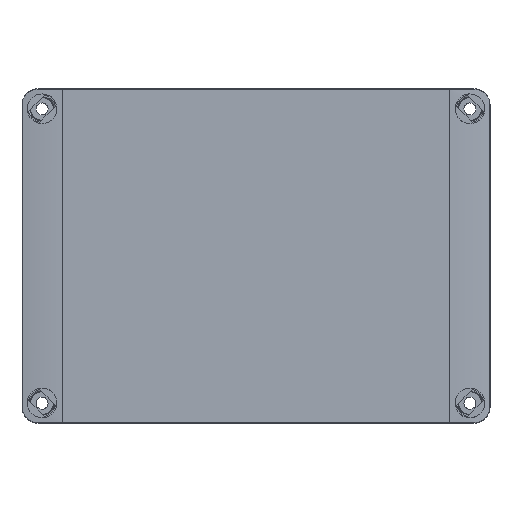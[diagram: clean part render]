
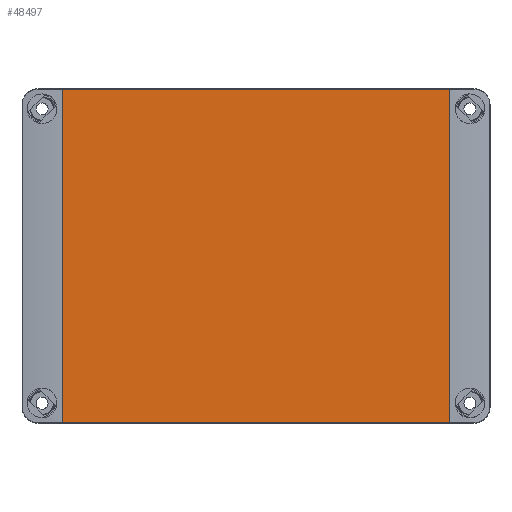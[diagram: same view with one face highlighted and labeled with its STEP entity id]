
A CAD part, top view. The second image highlights one B-rep face of the part: STEP entity #48497.
In plain terms, the highlighted face is planar.
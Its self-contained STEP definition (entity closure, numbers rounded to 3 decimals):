
#40221=DIRECTION('',(-1.,0.,0.));
#40222=VECTOR('',#40221,145.);
#40223=CARTESIAN_POINT('',(72.5,10.,-62.325));
#40224=LINE('',#40223,#40222);
#43850=DIRECTION('',(-1.,0.,0.));
#43851=VECTOR('',#43850,145.);
#43852=CARTESIAN_POINT('',(72.5,10.,62.325));
#43853=LINE('',#43852,#43851);
#43920=DIRECTION('',(0.,0.,1.));
#43921=VECTOR('',#43920,124.651);
#43922=CARTESIAN_POINT('',(-72.5,10.,-62.325));
#43923=LINE('',#43922,#43921);
#44028=DIRECTION('',(0.,0.,1.));
#44029=VECTOR('',#44028,124.651);
#44030=CARTESIAN_POINT('',(72.5,10.,-62.325));
#44031=LINE('',#44030,#44029);
#45214=CARTESIAN_POINT('',(72.5,10.,-62.325));
#45215=CARTESIAN_POINT('',(72.5,10.,62.325));
#45216=VERTEX_POINT('',#45214);
#45217=VERTEX_POINT('',#45215);
#45218=CARTESIAN_POINT('',(-72.5,10.,-62.325));
#45219=CARTESIAN_POINT('',(-72.5,10.,62.325));
#45220=VERTEX_POINT('',#45218);
#45221=VERTEX_POINT('',#45219);
#48486=CARTESIAN_POINT('',(72.5,10.,-62.5));
#48487=DIRECTION('',(0.,1.,0.));
#48488=DIRECTION('',(-1.,0.,0.));
#48489=AXIS2_PLACEMENT_3D('',#48486,#48487,#48488);
#48490=PLANE('',#48489);
#48491=ORIENTED_EDGE('',*,*,#45569,.F.);
#48492=ORIENTED_EDGE('',*,*,#48326,.T.);
#48493=ORIENTED_EDGE('',*,*,#48373,.T.);
#48494=ORIENTED_EDGE('',*,*,#48454,.F.);
#48495=EDGE_LOOP('',(#48491,#48492,#48493,#48494));
#48496=FACE_OUTER_BOUND('',#48495,.F.);
#48497=ADVANCED_FACE('',(#48496),#48490,.T.);
#45569=EDGE_CURVE('',#45216,#45220,#40224,.T.);
#48326=EDGE_CURVE('',#45216,#45217,#44031,.T.);
#48373=EDGE_CURVE('',#45217,#45221,#43853,.T.);
#48454=EDGE_CURVE('',#45220,#45221,#43923,.T.);
